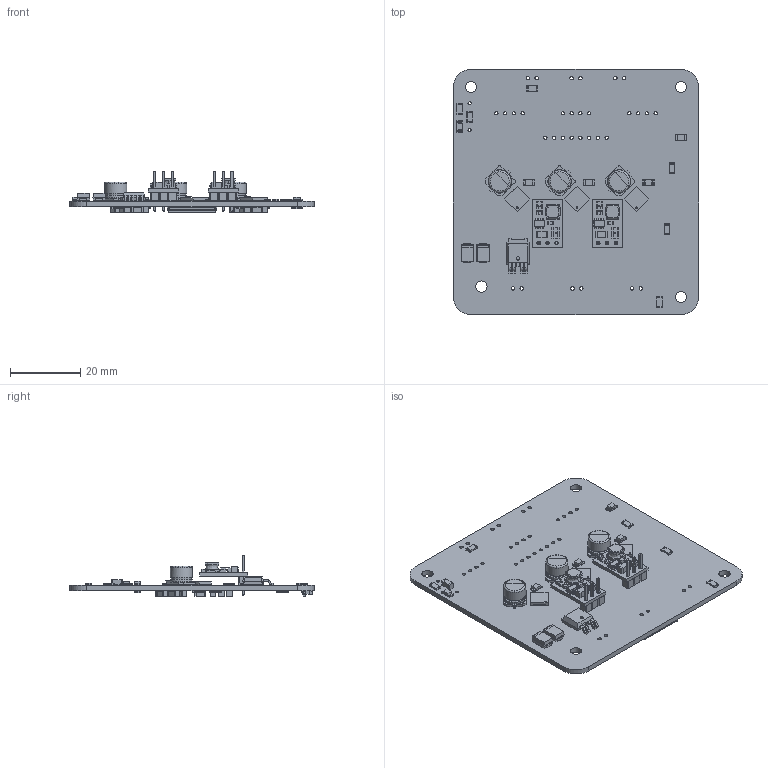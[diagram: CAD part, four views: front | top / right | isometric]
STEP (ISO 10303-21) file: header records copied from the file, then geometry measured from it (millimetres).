
FILE_DESCRIPTION(('KiCad electronic assembly'),'2;1');
FILE_NAME('VehiclePowerDistributionSystem_R1_stencil.step', '2026-01-06T18:21:36',('Pcbnew'),('Kicad'), 'Open CASCADE STEP processor 7.9','KiCad to STEP converter','Unknown' );
FILE_SCHEMA(('AUTOMOTIVE_DESIGN { 1 0 10303 214 1 1 1 1 }'));
Length unit declared in the file: millimetre
Products named in the file (26): VehiclePowerDistributionSystem_R1_stencil 1; R_1206_3216Metric; TO-252-4; VehiclePowerDistributionSystem_R1_stencil 1.2.1; C_1206_3216Metric; LED_1206_3216Metric; CP_Elec_6.3x5.4; VQFN-28-1EP_5x5mm_P0.5mm_EP3.7x3.7mm; Body_Solid1; Body001_Solid1; Array_Solid1; Array001_Solid2; Body002_Solid1; Array002_Solid1; Array003_Solid2; Body003_Solid1; Body004_Solid1; D_SMB; d24v7fx-step-down-voltage-regulators; PinHeader_1x03_P2.54mm_Vertical; FlatFlexibleCableConnector; FFC2B28-24-G_H; FFC2B28-G_P; FFC2B28-24-G_C; FFC2B28_SP; VehiclePowerDistributionSystem_PCB
Assembly tree (118 placements, depth 3):
  VehiclePowerDistributionSystem_R1_stencil 1
    R_1206_3216Metric  x16
    TO-252-4
      VehiclePowerDistributionSystem_R1_stencil 1.2.1
    C_1206_3216Metric  x22
    LED_1206_3216Metric  x5
    CP_Elec_6.3x5.4  x3
    VQFN-28-1EP_5x5mm_P0.5mm_EP3.7x3.7mm  x3
      Body_Solid1
      Body001_Solid1
      Array_Solid1
      Array001_Solid2
      Body002_Solid1
      Array002_Solid1
      Array003_Solid2
      Body003_Solid1
      Body004_Solid1
    D_SMB  x2
    d24v7fx-step-down-voltage-regulators  x2
    PinHeader_1x03_P2.54mm_Vertical  x2
    FlatFlexibleCableConnector
      FFC2B28-24-G_H
      FFC2B28-G_P  x24
      FFC2B28-24-G_C
      FFC2B28_SP  x2
    VehiclePowerDistributionSystem_PCB
Bounding box: 70 x 70 x 11.94 mm (x, y, z)
Volume: 8767.8 mm3; surface area: 14096.5 mm2
Topology: 181 solids, 181 shells, 5654 faces, 15093 edges, 9893 vertices
Faces by surface type: plane 4137, cylinder 1088, bspline 414, torus 12, revolution 3
Full cylindrical faces by diameter (mm): 0.2 x48, 0.5 x6, 0.9 x2, 0.95 x20, 1 x19, 3.2 x4, 6.3 x6
Entity records: 77789 total; most frequent: CARTESIAN_POINT 20055, ORIENTED_EDGE 10996, DIRECTION 9335, EDGE_CURVE 5498, LINE 4516, VECTOR 4516, VERTEX_POINT 3563, AXIS2_PLACEMENT_3D 2409
